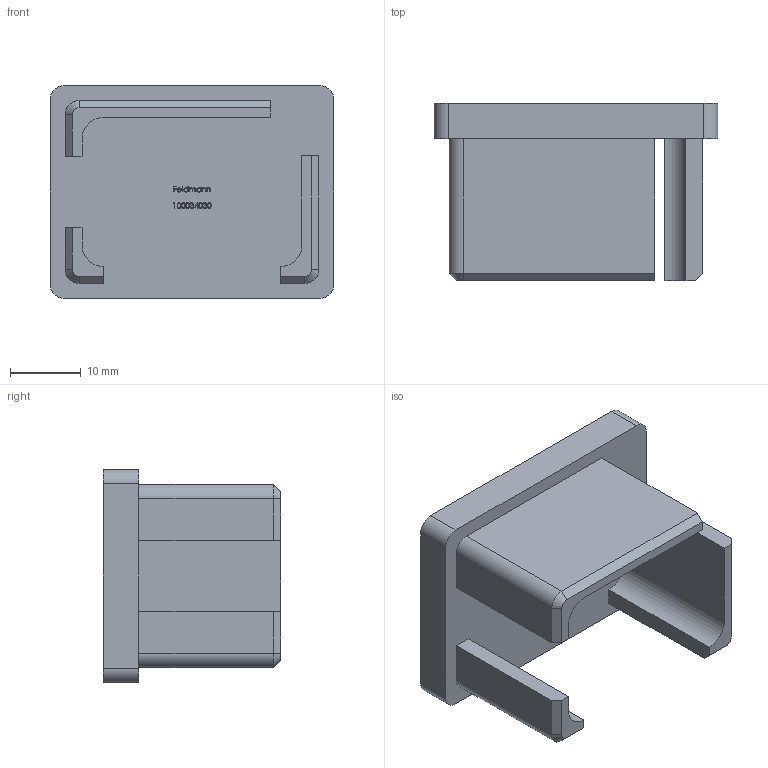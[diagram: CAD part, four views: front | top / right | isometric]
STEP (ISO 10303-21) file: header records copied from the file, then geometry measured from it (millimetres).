
FILE_DESCRIPTION (( 'STEP AP203' ), '1' );
FILE_NAME ('100034030.step', '2018-12-19T09:26:08', ( '' ), ( '' ), 'SwSTEP 2.0', 'SolidWorks 2015', '' );
FILE_SCHEMA (( 'CONFIG_CONTROL_DESIGN' ));
Length unit declared in the file: millimetre
Products named in the file (1): 100034030
Bounding box: 40 x 25 x 30 mm (x, y, z)
Volume: 9199.5 mm3; surface area: 5851.7 mm2
Topology: 1 solids, 1 shells, 270 faces, 711 edges, 472 vertices
Faces by surface type: plane 136, bspline 121, cylinder 10, cone 3
Entity records: 15545 total; most frequent: CARTESIAN_POINT 9599, ORIENTED_EDGE 1422, DIRECTION 792, EDGE_CURVE 711, VERTEX_POINT 472, LINE 446, VECTOR 446, EDGE_LOOP 299
